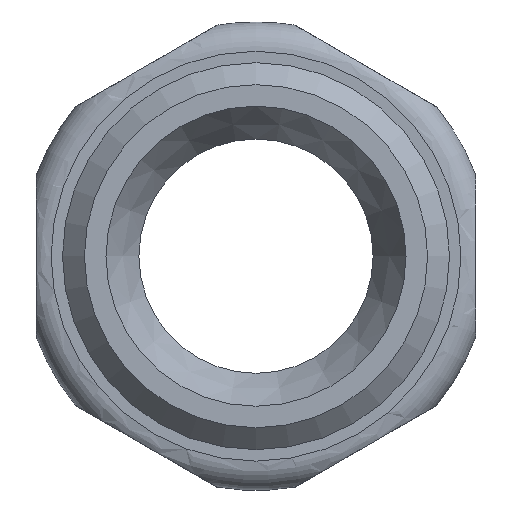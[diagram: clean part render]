
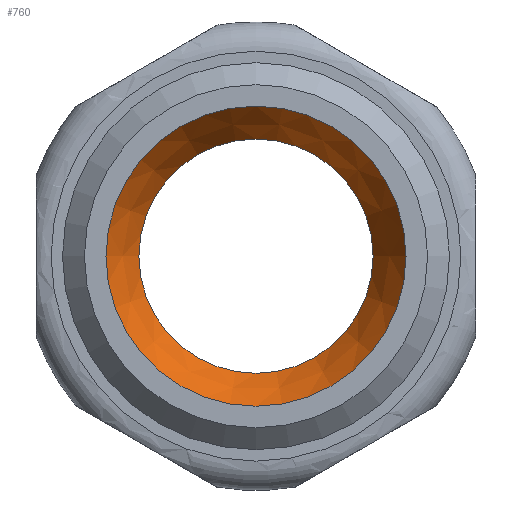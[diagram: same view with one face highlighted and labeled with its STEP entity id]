
A CAD part, left-side view. The second image highlights one B-rep face of the part: STEP entity #760.
In plain terms, the highlighted conical face has half-angle 30 degrees and reference radius 9.125 mm.
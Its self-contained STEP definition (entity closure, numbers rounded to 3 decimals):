
#25=CONICAL_SURFACE('',#890,9.125,0.524);
#72=LINE('',#1597,#97);
#97=VECTOR('',#1066,9.125);
#135=FACE_OUTER_BOUND('',#176,.T.);
#176=EDGE_LOOP('',(#547,#548,#549,#550,#551,#552));
#234=CIRCLE('',#891,8.);
#235=CIRCLE('',#892,8.);
#236=CIRCLE('',#893,10.25);
#237=CIRCLE('',#894,10.25);
#318=VERTEX_POINT('',#1592);
#319=VERTEX_POINT('',#1593);
#320=VERTEX_POINT('',#1596);
#321=VERTEX_POINT('',#1598);
#412=EDGE_CURVE('',#318,#319,#234,.T.);
#413=EDGE_CURVE('',#319,#318,#235,.T.);
#414=EDGE_CURVE('',#319,#320,#72,.T.);
#415=EDGE_CURVE('',#320,#321,#236,.T.);
#416=EDGE_CURVE('',#321,#320,#237,.T.);
#547=ORIENTED_EDGE('',*,*,#412,.F.);
#548=ORIENTED_EDGE('',*,*,#413,.F.);
#549=ORIENTED_EDGE('',*,*,#414,.T.);
#550=ORIENTED_EDGE('',*,*,#415,.T.);
#551=ORIENTED_EDGE('',*,*,#416,.T.);
#552=ORIENTED_EDGE('',*,*,#414,.F.);
#760=ADVANCED_FACE('',(#135),#25,.F.);
#890=AXIS2_PLACEMENT_3D('',#1591,#1060,#1061);
#891=AXIS2_PLACEMENT_3D('',#1594,#1062,#1063);
#892=AXIS2_PLACEMENT_3D('',#1595,#1064,#1065);
#893=AXIS2_PLACEMENT_3D('',#1599,#1067,#1068);
#894=AXIS2_PLACEMENT_3D('',#1600,#1069,#1070);
#1060=DIRECTION('center_axis',(-1.,0.,0.));
#1061=DIRECTION('ref_axis',(0.,1.,0.));
#1062=DIRECTION('center_axis',(-1.,0.,0.));
#1063=DIRECTION('ref_axis',(0.,1.,0.));
#1064=DIRECTION('center_axis',(-1.,0.,0.));
#1065=DIRECTION('ref_axis',(0.,1.,0.));
#1066=DIRECTION('',(-0.866,-0.5,0.));
#1067=DIRECTION('center_axis',(-1.,0.,0.));
#1068=DIRECTION('ref_axis',(0.,0.,1.));
#1069=DIRECTION('center_axis',(-1.,0.,0.));
#1070=DIRECTION('ref_axis',(0.,0.,1.));
#1591=CARTESIAN_POINT('Origin',(9.949,0.,0.));
#1592=CARTESIAN_POINT('',(11.897,8.,0.));
#1593=CARTESIAN_POINT('',(11.897,-8.,0.));
#1594=CARTESIAN_POINT('Origin',(11.897,0.,0.));
#1595=CARTESIAN_POINT('Origin',(11.897,0.,0.));
#1596=CARTESIAN_POINT('',(8.,-10.25,0.));
#1597=CARTESIAN_POINT('',(9.949,-9.125,0.));
#1598=CARTESIAN_POINT('',(8.,10.25,0.));
#1599=CARTESIAN_POINT('Origin',(8.,0.,0.));
#1600=CARTESIAN_POINT('Origin',(8.,0.,0.));
